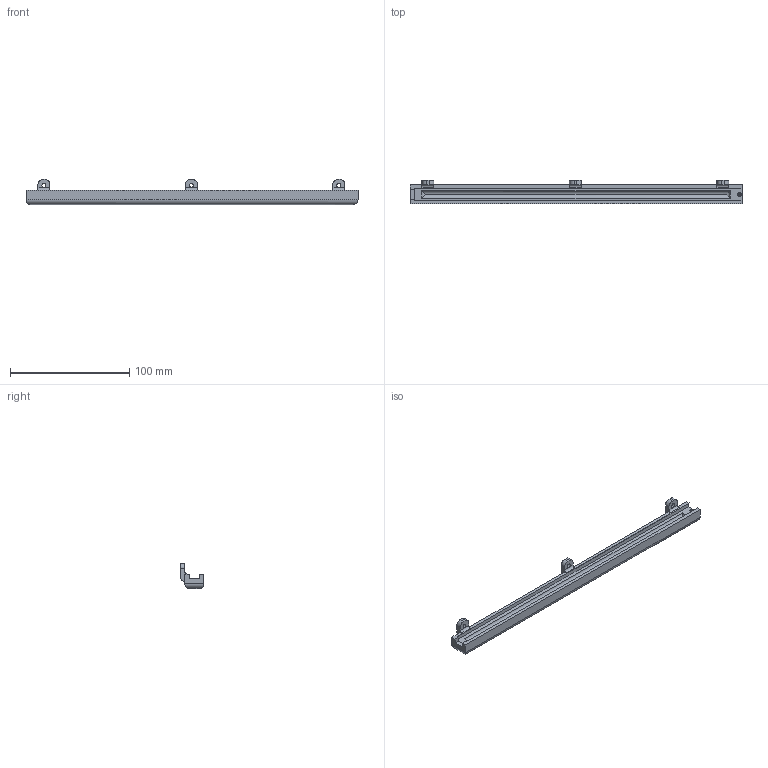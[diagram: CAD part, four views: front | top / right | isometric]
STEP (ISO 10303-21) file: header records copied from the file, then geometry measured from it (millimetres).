
FILE_DESCRIPTION (( 'STEP AP203' ), '1' );
FILE_NAME ('Diffuser and mount 270.STEP', '2025-07-27T22:37:05', ( '' ), ( '' ), 'SwSTEP 2.0', 'SolidWorks 2025', '' );
FILE_SCHEMA (( 'CONFIG_CONTROL_DESIGN' ));
Length unit declared in the file: millimetre
Products named in the file (1): Diffuser and mount 270
Bounding box: 278 x 20 x 21 mm (x, y, z)
Volume: 34788.3 mm3; surface area: 19936.9 mm2
Topology: 1 solids, 1 shells, 63 faces, 173 edges, 114 vertices
Faces by surface type: plane 33, cylinder 26, torus 4
Entity records: 2092 total; most frequent: CARTESIAN_POINT 375, ORIENTED_EDGE 346, DIRECTION 341, EDGE_CURVE 173, LINE 117, VECTOR 117, VERTEX_POINT 114, AXIS2_PLACEMENT_3D 112
